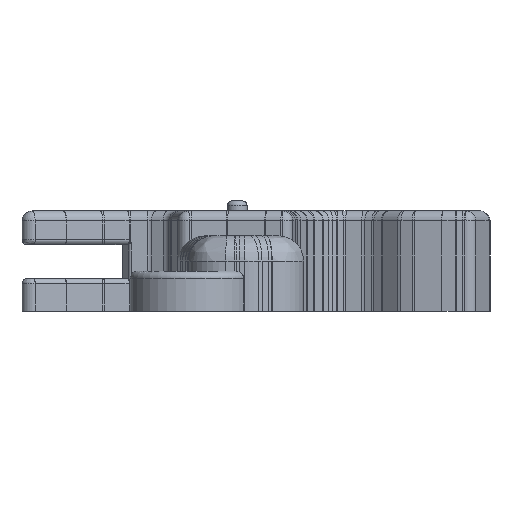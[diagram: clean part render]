
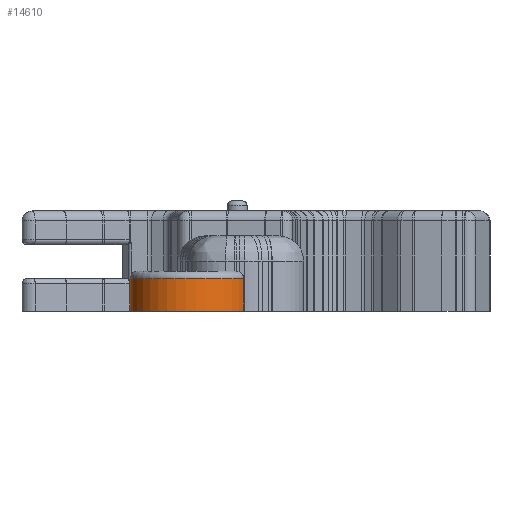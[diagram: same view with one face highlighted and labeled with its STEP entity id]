
A CAD part, left-side view. The second image highlights one B-rep face of the part: STEP entity #14610.
In plain terms, the highlighted cylindrical face has radius 2.385 mm (diameter 4.771 mm), a partial arc.
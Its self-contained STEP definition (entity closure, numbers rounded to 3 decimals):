
#796=CIRCLE('',#15781,2.385);
#797=CIRCLE('',#15783,2.385);
#1805=FACE_OUTER_BOUND('',#2680,.T.);
#2680=EDGE_LOOP('',(#11972,#11973,#11974,#11975));
#3708=LINE('',#24509,#4878);
#3709=LINE('',#24512,#4879);
#4878=VECTOR('',#18470,10.);
#4879=VECTOR('',#18473,10.);
#6608=VERTEX_POINT('',#24474);
#6609=VERTEX_POINT('',#24485);
#6612=VERTEX_POINT('',#24508);
#6613=VERTEX_POINT('',#24510);
#8481=EDGE_CURVE('',#6608,#6609,#796,.T.);
#8485=EDGE_CURVE('',#6612,#6608,#3708,.T.);
#8486=EDGE_CURVE('',#6612,#6613,#797,.T.);
#8487=EDGE_CURVE('',#6609,#6613,#3709,.T.);
#11972=ORIENTED_EDGE('',*,*,#8481,.F.);
#11973=ORIENTED_EDGE('',*,*,#8485,.F.);
#11974=ORIENTED_EDGE('',*,*,#8486,.T.);
#11975=ORIENTED_EDGE('',*,*,#8487,.F.);
#14014=CYLINDRICAL_SURFACE('',#15782,2.385);
#14610=ADVANCED_FACE('',(#1805),#14014,.T.);
#15781=AXIS2_PLACEMENT_3D('',#24486,#18466,#18467);
#15782=AXIS2_PLACEMENT_3D('',#24507,#18468,#18469);
#15783=AXIS2_PLACEMENT_3D('',#24511,#18471,#18472);
#18466=DIRECTION('center_axis',(0.,0.,1.));
#18467=DIRECTION('ref_axis',(-0.545,0.838,0.));
#18468=DIRECTION('center_axis',(0.,0.,1.));
#18469=DIRECTION('ref_axis',(-0.545,0.838,0.));
#18470=DIRECTION('',(0.,0.,1.));
#18471=DIRECTION('center_axis',(0.,0.,1.));
#18472=DIRECTION('ref_axis',(1.,0.,0.));
#18473=DIRECTION('',(0.,0.,-1.));
#24474=CARTESIAN_POINT('',(65.184,9.288,2.3));
#24485=CARTESIAN_POINT('',(61.754,7.056,2.3));
#24486=CARTESIAN_POINT('Origin',(62.8,9.2,2.3));
#24507=CARTESIAN_POINT('Origin',(62.8,9.2,0.));
#24508=CARTESIAN_POINT('',(65.184,9.288,1.));
#24509=CARTESIAN_POINT('',(65.184,9.288,0.));
#24510=CARTESIAN_POINT('',(61.754,7.056,1.));
#24511=CARTESIAN_POINT('Origin',(62.8,9.2,1.));
#24512=CARTESIAN_POINT('',(61.754,7.056,0.));
